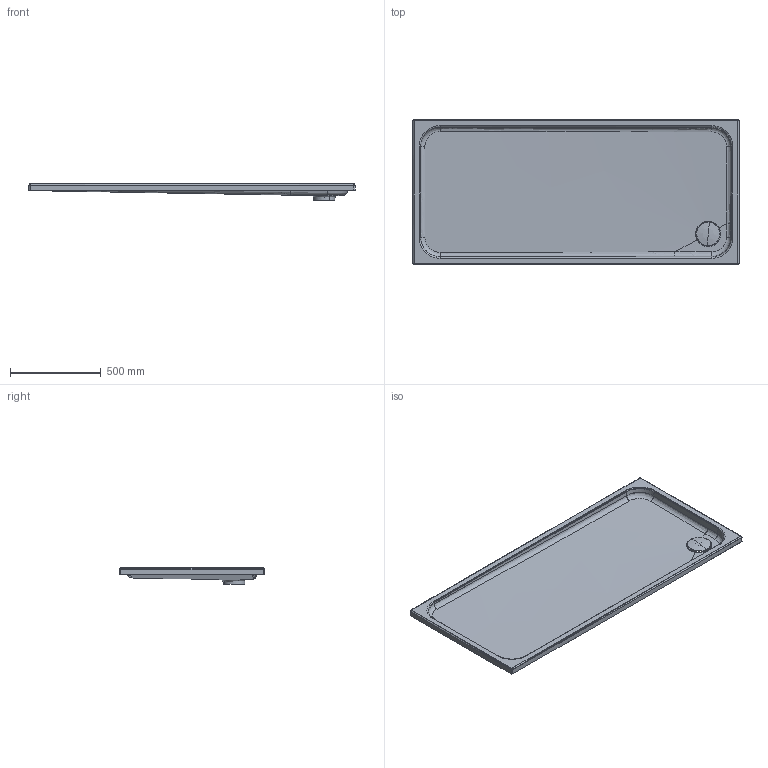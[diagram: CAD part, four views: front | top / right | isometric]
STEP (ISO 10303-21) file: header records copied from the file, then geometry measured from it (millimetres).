
FILE_DESCRIPTION(/* description */ (''),/* implementation_level */ '2;1');
FILE_NAME(/* name */ '720268',/* time_stamp */ '2024-07-11T11:22:35+02:00',/* author */ (''),/* organization */ (''),/* preprocessor_version */ 'ST-DEVELOPER v15',/* originating_system */ '',/* authorisation */ '');
FILE_SCHEMA (('AUTOMOTIVE_DESIGN'));
Length unit declared in the file: millimetre
Products named in the file (1): Document
Bounding box: 1800 x 800 x 90.52 mm (x, y, z)
Volume: 7014778.5 mm3; surface area: 3540665 mm2
Topology: 3 solids, 3 shells, 118 faces, 276 edges, 157 vertices
Faces by surface type: bspline 94, plane 24
Entity records: 8544 total; most frequent: CARTESIAN_POINT 6938, ORIENTED_EDGE 532, EDGE_CURVE 266, B_SPLINE_CURVE_WITH_KNOTS 160, VERTEX_POINT 157, EDGE_LOOP 125, ADVANCED_FACE 118, FACE_OUTER_BOUND 118
